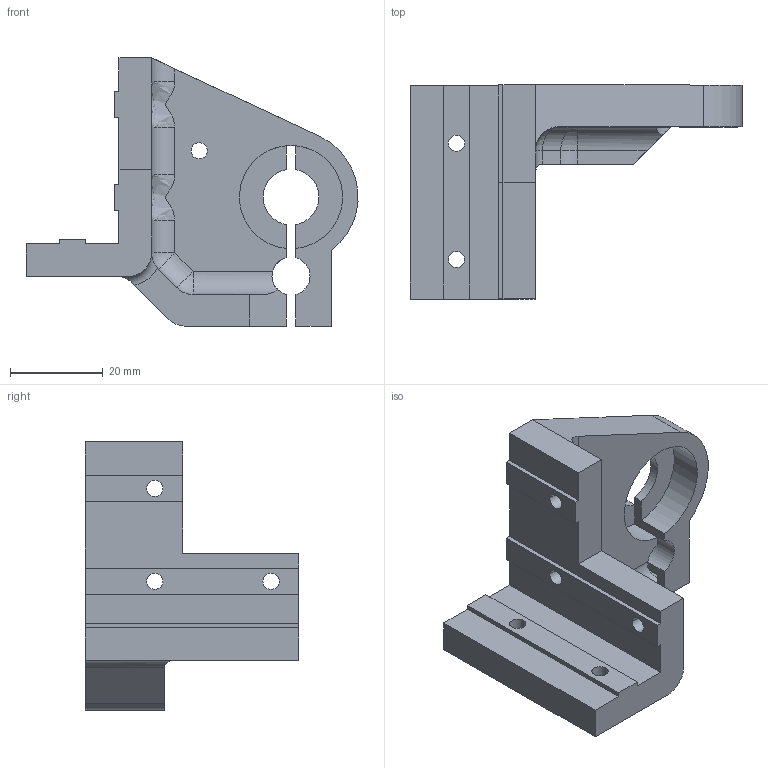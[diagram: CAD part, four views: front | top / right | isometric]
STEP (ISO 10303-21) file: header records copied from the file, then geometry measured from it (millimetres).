
FILE_DESCRIPTION (( 'STEP AP214' ), '1' );
FILE_NAME ('Suporte_eixo_z_superior_dir.STEP', '2018-04-29T03:29:29', ( '' ), ( '' ), 'SwSTEP 2.0', 'SolidWorks 2018', '' );
FILE_SCHEMA (( 'AUTOMOTIVE_DESIGN' ));
Length unit declared in the file: millimetre
Products named in the file (1): Suporte_eixo_z_superior_dir
Bounding box: 71.41 x 46 x 57.7 mm (x, y, z)
Volume: 32565.1 mm3; surface area: 13106.2 mm2
Topology: 1 solids, 1 shells, 103 faces, 277 edges, 179 vertices
Faces by surface type: plane 52, cylinder 46, bspline 2, sphere 2, torus 1
Entity records: 3648 total; most frequent: CARTESIAN_POINT 954, DIRECTION 562, ORIENTED_EDGE 550, EDGE_CURVE 275, AXIS2_PLACEMENT_3D 196, VERTEX_POINT 179, VECTOR 170, LINE 170
